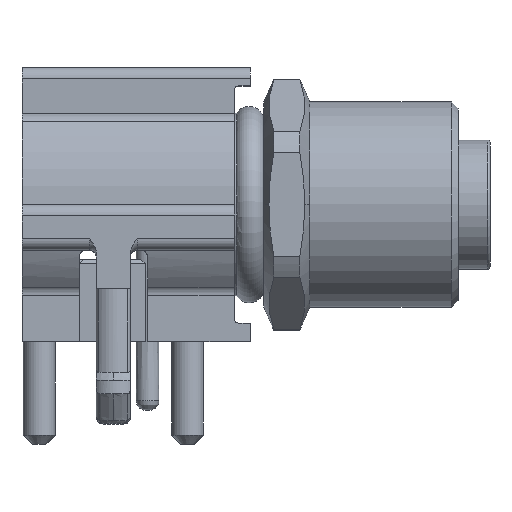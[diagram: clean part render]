
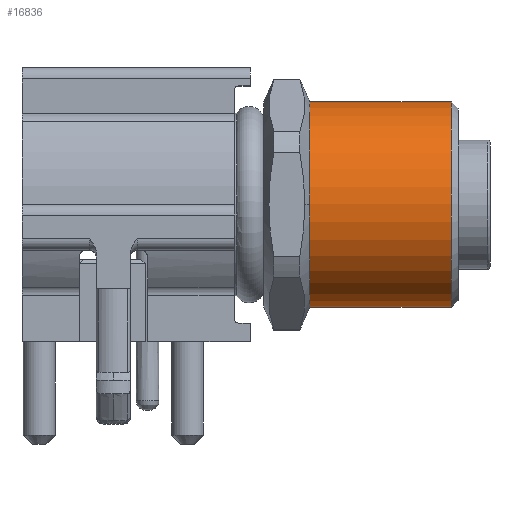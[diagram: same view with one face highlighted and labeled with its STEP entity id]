
A CAD part, top view. The second image highlights one B-rep face of the part: STEP entity #16836.
In plain terms, the highlighted cylindrical face has radius 4.5 mm (diameter 9 mm), a partial arc.
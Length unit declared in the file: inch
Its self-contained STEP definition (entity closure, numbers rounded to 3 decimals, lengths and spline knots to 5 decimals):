
#2243=CARTESIAN_POINT('',(0.34646,0.,0.));
#2244=DIRECTION('',(-1.,0.,0.));
#2245=DIRECTION('',(0.,-1.,0.));
#2246=AXIS2_PLACEMENT_3D('',#2243,#2244,#2245);
#2248=DIRECTION('',(-1.,0.,0.));
#2249=VECTOR('',#2248,0.24409);
#2250=CARTESIAN_POINT('',(0.34646,-0.17717,
0.));
#2251=LINE('',#2250,#2249);
#2252=CARTESIAN_POINT('',(0.10236,0.,0.));
#2253=DIRECTION('',(1.,0.,0.));
#2254=DIRECTION('',(0.,0.,1.));
#2255=AXIS2_PLACEMENT_3D('',#2252,#2253,#2254);
#2257=CARTESIAN_POINT('',(0.10236,0.,0.));
#2258=DIRECTION('',(1.,0.,0.));
#2259=DIRECTION('',(0.,1.,0.));
#2260=AXIS2_PLACEMENT_3D('',#2257,#2258,#2259);
#2262=DIRECTION('',(-1.,0.,0.));
#2263=VECTOR('',#2262,0.24409);
#2264=CARTESIAN_POINT('',(0.34646,0.17717,
0.));
#2265=LINE('',#2264,#2263);
#13721=CARTESIAN_POINT('',(0.10236,-0.17717,
0.));
#13723=VERTEX_POINT('',#13721);
#13724=CARTESIAN_POINT('',(0.10236,0.17717,
0.));
#13725=VERTEX_POINT('',#13724);
#13726=CARTESIAN_POINT('',(0.10236,0.,
0.17717));
#13727=VERTEX_POINT('',#13726);
#13818=CARTESIAN_POINT('',(0.34646,-0.17717,
0.));
#13819=CARTESIAN_POINT('',(0.34646,0.17717,
0.));
#13820=VERTEX_POINT('',#13818);
#13821=VERTEX_POINT('',#13819);
#16823=CARTESIAN_POINT('',(0.375,0.,0.));
#16824=DIRECTION('',(-1.,0.,0.));
#16825=DIRECTION('',(0.,1.,0.));
#16826=AXIS2_PLACEMENT_3D('',#16823,#16824,#16825);
#16827=CYLINDRICAL_SURFACE('',#16826,0.17717);
#16828=ORIENTED_EDGE('',*,*,#16814,.F.);
#16829=ORIENTED_EDGE('',*,*,#16789,.T.);
#16831=ORIENTED_EDGE('',*,*,#16830,.F.);
#16832=ORIENTED_EDGE('',*,*,#16761,.F.);
#16833=ORIENTED_EDGE('',*,*,#16784,.F.);
#16834=EDGE_LOOP('',(#16828,#16829,#16831,#16832,#16833));
#16835=FACE_OUTER_BOUND('',#16834,.F.);
#16836=ADVANCED_FACE('',(#16835),#16827,.T.);
#2247=CIRCLE('',#2246,0.17717);
#2256=CIRCLE('',#2255,0.17717);
#2261=CIRCLE('',#2260,0.17717);
#16761=EDGE_CURVE('',#13725,#13727,#2261,.T.);
#16784=EDGE_CURVE('',#13821,#13725,#2265,.T.);
#16789=EDGE_CURVE('',#13820,#13723,#2251,.T.);
#16814=EDGE_CURVE('',#13820,#13821,#2247,.T.);
#16830=EDGE_CURVE('',#13727,#13723,#2256,.T.);
